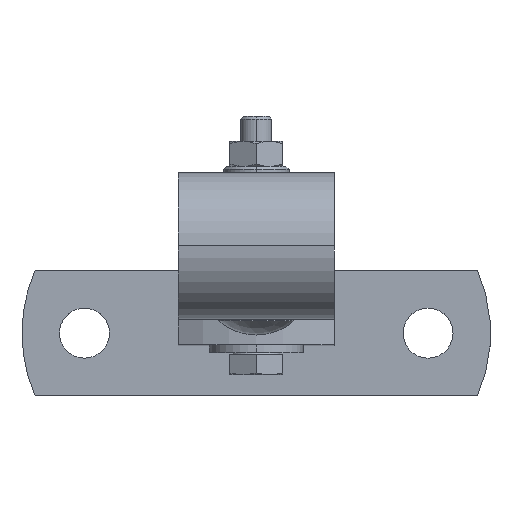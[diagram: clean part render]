
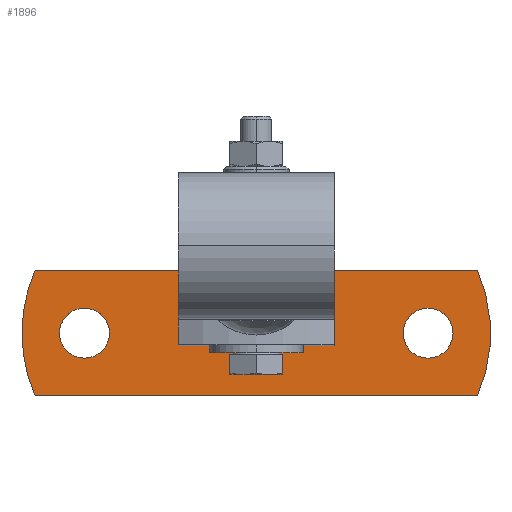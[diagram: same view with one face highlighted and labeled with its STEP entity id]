
A CAD part, top view. The second image highlights one B-rep face of the part: STEP entity #1896.
In plain terms, the highlighted planar face has unit normal (0, 0, 1).
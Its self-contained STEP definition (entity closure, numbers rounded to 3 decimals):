
#94 = VECTOR ( 'NONE', #6904, 1000. ) ;
#238 = DIRECTION ( 'NONE',  ( 1., 0., 0. ) ) ;
#401 = DIRECTION ( 'NONE',  ( 1., 0., 0. ) ) ;
#466 = CIRCLE ( 'NONE', #7728, 50. ) ;
#622 = VERTEX_POINT ( 'NONE', #7400 ) ;
#697 = CARTESIAN_POINT ( 'NONE',  ( -55., 0., 8. ) ) ;
#707 = LINE ( 'NONE', #7650, #6182 ) ;
#736 = ORIENTED_EDGE ( 'NONE', *, *, #4771, .F. ) ;
#867 = DIRECTION ( 'NONE',  ( -1., 0., 0. ) ) ;
#872 = CARTESIAN_POINT ( 'NONE',  ( -25., 0., 8. ) ) ;
#888 = CARTESIAN_POINT ( 'NONE',  ( -47., 0., 8. ) ) ;
#1146 = CIRCLE ( 'NONE', #4058, 8. ) ;
#1173 = PLANE ( 'NONE',  #3348 ) ;
#1321 = AXIS2_PLACEMENT_3D ( 'NONE', #697, #3603, #7872 ) ;
#1341 = DIRECTION ( 'NONE',  ( -1., 0., 0. ) ) ;
#1364 = CIRCLE ( 'NONE', #2074, 8. ) ;
#1499 = CARTESIAN_POINT ( 'NONE',  ( 25., 0., 8. ) ) ;
#1722 = CARTESIAN_POINT ( 'NONE',  ( 25., 0., 8. ) ) ;
#1744 = ORIENTED_EDGE ( 'NONE', *, *, #10710, .T. ) ;
#1896 = ADVANCED_FACE ( 'NONE', ( #2868, #8974, #2982 ), #1173, .F. ) ;
#1957 = CARTESIAN_POINT ( 'NONE',  ( -63., 0., 8. ) ) ;
#2074 = AXIS2_PLACEMENT_3D ( 'NONE', #10671, #5490, #238 ) ;
#2172 = DIRECTION ( 'NONE',  ( 0., 0., -1. ) ) ;
#2334 = CARTESIAN_POINT ( 'NONE',  ( 55., 0., 8. ) ) ;
#2347 = EDGE_CURVE ( 'NONE', #10207, #7293, #1364, .T. ) ;
#2434 = EDGE_CURVE ( 'NONE', #8609, #9060, #466, .T. ) ;
#2600 = ORIENTED_EDGE ( 'NONE', *, *, #4890, .T. ) ;
#2868 = FACE_BOUND ( 'NONE', #5481, .T. ) ;
#2885 = CARTESIAN_POINT ( 'NONE',  ( -25., 0., 8. ) ) ;
#2982 = FACE_BOUND ( 'NONE', #10558, .T. ) ;
#3175 = ORIENTED_EDGE ( 'NONE', *, *, #8580, .F. ) ;
#3271 = ORIENTED_EDGE ( 'NONE', *, *, #2434, .T. ) ;
#3348 = AXIS2_PLACEMENT_3D ( 'NONE', #1499, #2172, #1341 ) ;
#3424 = LINE ( 'NONE', #4172, #94 ) ;
#3432 = DIRECTION ( 'NONE',  ( 0., 0., 1. ) ) ;
#3603 = DIRECTION ( 'NONE',  ( 0., 0., -1. ) ) ;
#4011 = AXIS2_PLACEMENT_3D ( 'NONE', #1722, #8671, #867 ) ;
#4058 = AXIS2_PLACEMENT_3D ( 'NONE', #10724, #4990, #4184 ) ;
#4172 = CARTESIAN_POINT ( 'NONE',  ( -70.826, -20., 8. ) ) ;
#4184 = DIRECTION ( 'NONE',  ( -1., 0., 0. ) ) ;
#4708 = ORIENTED_EDGE ( 'NONE', *, *, #10337, .T. ) ;
#4746 = VERTEX_POINT ( 'NONE', #8388 ) ;
#4771 = EDGE_CURVE ( 'NONE', #7293, #10207, #7818, .T. ) ;
#4890 = EDGE_CURVE ( 'NONE', #622, #8609, #7453, .T. ) ;
#4990 = DIRECTION ( 'NONE',  ( 0., 0., -1. ) ) ;
#5036 = DIRECTION ( 'NONE',  ( 0., 0., 1. ) ) ;
#5113 = DIRECTION ( 'NONE',  ( -1., 0., 0. ) ) ;
#5481 = EDGE_LOOP ( 'NONE', ( #4708, #8260 ) ) ;
#5490 = DIRECTION ( 'NONE',  ( 0., 0., 1. ) ) ;
#5835 = DIRECTION ( 'NONE',  ( 1., 0., 0. ) ) ;
#6052 = VERTEX_POINT ( 'NONE', #10085 ) ;
#6171 = CARTESIAN_POINT ( 'NONE',  ( 47., 0., 8. ) ) ;
#6182 = VECTOR ( 'NONE', #5113, 1000. ) ;
#6393 = CIRCLE ( 'NONE', #4011, 50. ) ;
#6904 = DIRECTION ( 'NONE',  ( 1., 0., 0. ) ) ;
#7063 = EDGE_LOOP ( 'NONE', ( #3175, #9078, #2600, #3271, #1744 ) ) ;
#7162 = VERTEX_POINT ( 'NONE', #1957 ) ;
#7293 = VERTEX_POINT ( 'NONE', #6171 ) ;
#7400 = CARTESIAN_POINT ( 'NONE',  ( -70.826, 20., 8. ) ) ;
#7453 = CIRCLE ( 'NONE', #8550, 50. ) ;
#7504 = CIRCLE ( 'NONE', #1321, 8. ) ;
#7650 = CARTESIAN_POINT ( 'NONE',  ( 70.826, 20., 8. ) ) ;
#7728 = AXIS2_PLACEMENT_3D ( 'NONE', #2885, #9814, #401 ) ;
#7818 = CIRCLE ( 'NONE', #10328, 8. ) ;
#7829 = EDGE_CURVE ( 'NONE', #4746, #622, #707, .T. ) ;
#7872 = DIRECTION ( 'NONE',  ( -1., 0., 0. ) ) ;
#7931 = DIRECTION ( 'NONE',  ( 1., 0., 0. ) ) ;
#7950 = CARTESIAN_POINT ( 'NONE',  ( -75., 0., 8. ) ) ;
#8260 = ORIENTED_EDGE ( 'NONE', *, *, #10149, .T. ) ;
#8388 = CARTESIAN_POINT ( 'NONE',  ( 70.826, 20., 8. ) ) ;
#8545 = ORIENTED_EDGE ( 'NONE', *, *, #2347, .F. ) ;
#8550 = AXIS2_PLACEMENT_3D ( 'NONE', #872, #3432, #7931 ) ;
#8580 = EDGE_CURVE ( 'NONE', #4746, #6052, #6393, .T. ) ;
#8609 = VERTEX_POINT ( 'NONE', #7950 ) ;
#8671 = DIRECTION ( 'NONE',  ( 0., 0., -1. ) ) ;
#8974 = FACE_OUTER_BOUND ( 'NONE', #7063, .T. ) ;
#9060 = VERTEX_POINT ( 'NONE', #9379 ) ;
#9078 = ORIENTED_EDGE ( 'NONE', *, *, #7829, .T. ) ;
#9379 = CARTESIAN_POINT ( 'NONE',  ( -70.826, -20., 8. ) ) ;
#9657 = CARTESIAN_POINT ( 'NONE',  ( 63., 0., 8. ) ) ;
#9814 = DIRECTION ( 'NONE',  ( 0., 0., 1. ) ) ;
#9952 = VERTEX_POINT ( 'NONE', #888 ) ;
#10085 = CARTESIAN_POINT ( 'NONE',  ( 70.826, -20., 8. ) ) ;
#10149 = EDGE_CURVE ( 'NONE', #9952, #7162, #7504, .T. ) ;
#10207 = VERTEX_POINT ( 'NONE', #9657 ) ;
#10328 = AXIS2_PLACEMENT_3D ( 'NONE', #2334, #5036, #5835 ) ;
#10337 = EDGE_CURVE ( 'NONE', #7162, #9952, #1146, .T. ) ;
#10558 = EDGE_LOOP ( 'NONE', ( #736, #8545 ) ) ;
#10671 = CARTESIAN_POINT ( 'NONE',  ( 55., 0., 8. ) ) ;
#10710 = EDGE_CURVE ( 'NONE', #9060, #6052, #3424, .T. ) ;
#10724 = CARTESIAN_POINT ( 'NONE',  ( -55., 0., 8. ) ) ;
